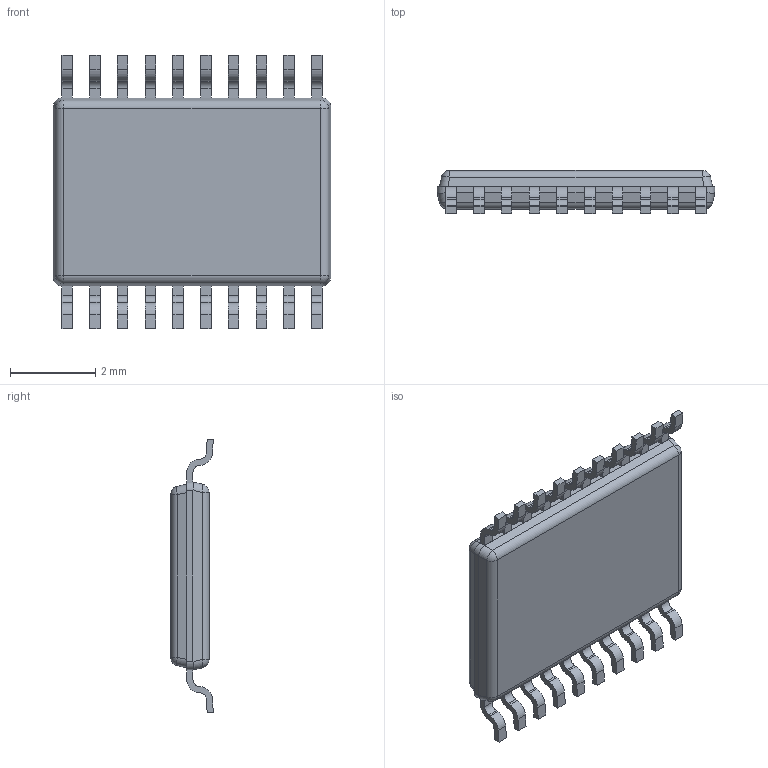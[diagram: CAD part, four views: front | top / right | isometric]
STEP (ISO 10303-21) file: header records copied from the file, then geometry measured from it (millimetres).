
FILE_DESCRIPTION((''),'2;1');
FILE_NAME('MTC20_ASM','2012-02-09T',('CKXSSC'),(''),'PRO/ENGINEER BY PARAMETRIC TECHNOLOGY CORPORATION, 2011220','PRO/ENGINEER BY PARAMETRIC TECHNOLOGY CORPORATION, 2011220','');
FILE_SCHEMA(('AUTOMOTIVE_DESIGN_CC2 { 1 2 10303 214 -1 1 5 2 }'));
Length unit declared in the file: millimetre
Products named in the file (3): BODY_MTC20; LEAD_MTC20; MTC20_ASM
Assembly tree (21 placements, depth 2):
  MTC20_ASM
    BODY_MTC20
    LEAD_MTC20  x20
Bounding box: 6.5 x 1 x 6.42 mm (x, y, z)
Volume: 25.3 mm3; surface area: 92 mm2
Topology: 21 solids, 21 shells, 327 faces, 827 edges, 541 vertices
Faces by surface type: plane 215, cylinder 102, sphere 10
Entity records: 2500 total; most frequent: CARTESIAN_POINT 462, DIRECTION 336, ORIENTED_EDGE 280, PRESENTATION_STYLE_ASSIGNMENT 142, STYLED_ITEM 142, CURVE_STYLE 140, EDGE_CURVE 140, AXIS2_PLACEMENT_3D 127
